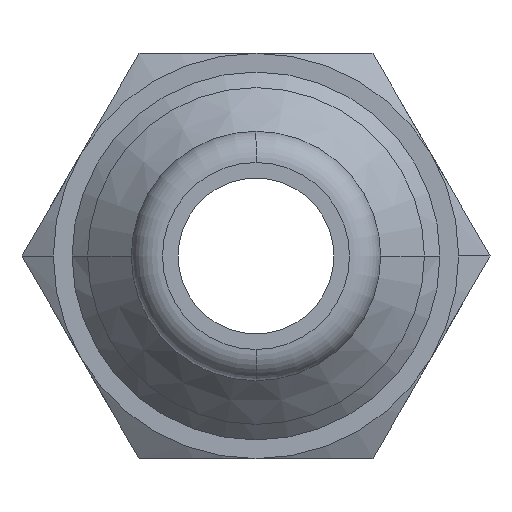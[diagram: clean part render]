
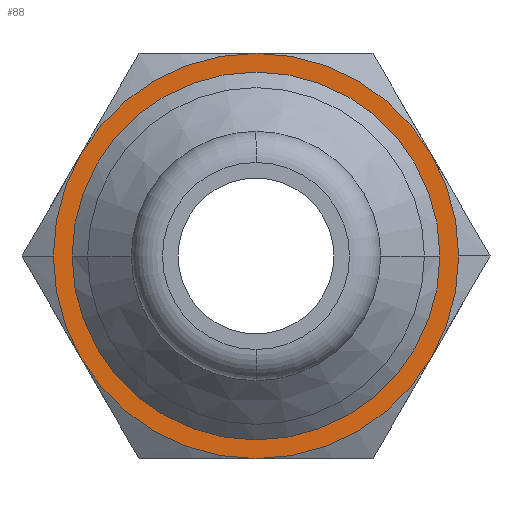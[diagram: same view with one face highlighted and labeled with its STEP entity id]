
A CAD part, front view. The second image highlights one B-rep face of the part: STEP entity #88.
In plain terms, the highlighted planar face has unit normal (0, -1, 0).
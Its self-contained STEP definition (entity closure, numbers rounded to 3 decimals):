
#88=ADVANCED_FACE('',(#218,#219),#220,.T.);
#218=FACE_OUTER_BOUND('',#393,.T.);
#219=FACE_BOUND('',#394,.T.);
#220=PLANE('',#395);
#393=EDGE_LOOP('',(#586,#587,#588,#589,#590,#591,#592,#593));
#394=EDGE_LOOP('',(#594,#595));
#395=AXIS2_PLACEMENT_3D('',#596,#597,#598);
#586=ORIENTED_EDGE('',*,*,#1017,.F.);
#587=ORIENTED_EDGE('',*,*,#1018,.F.);
#588=ORIENTED_EDGE('',*,*,#1019,.F.);
#589=ORIENTED_EDGE('',*,*,#1020,.F.);
#590=ORIENTED_EDGE('',*,*,#1021,.F.);
#591=ORIENTED_EDGE('',*,*,#1022,.F.);
#592=ORIENTED_EDGE('',*,*,#1023,.F.);
#593=ORIENTED_EDGE('',*,*,#1024,.F.);
#594=ORIENTED_EDGE('',*,*,#1025,.F.);
#595=ORIENTED_EDGE('',*,*,#1026,.F.);
#596=CARTESIAN_POINT('',(3.25,24.0,0.0));
#597=DIRECTION('',(-0.0,-1.0,-0.0));
#598=DIRECTION('',(-1.0,0.0,0.0));
#1017=EDGE_CURVE('',#1205,#1206,#1207,.T.);
#1018=EDGE_CURVE('',#1208,#1205,#1209,.T.);
#1019=EDGE_CURVE('',#1210,#1208,#1211,.T.);
#1020=EDGE_CURVE('',#1212,#1210,#1213,.T.);
#1021=EDGE_CURVE('',#1214,#1212,#1215,.T.);
#1022=EDGE_CURVE('',#1216,#1214,#1217,.T.);
#1023=EDGE_CURVE('',#1218,#1216,#1219,.T.);
#1024=EDGE_CURVE('',#1206,#1218,#1220,.T.);
#1025=EDGE_CURVE('',#1221,#1222,#1223,.T.);
#1026=EDGE_CURVE('',#1222,#1221,#1224,.T.);
#1205=VERTEX_POINT('',#1461);
#1206=VERTEX_POINT('',#1462);
#1207=CIRCLE('',#1463,6.5);
#1208=VERTEX_POINT('',#1464);
#1209=CIRCLE('',#1465,6.5);
#1210=VERTEX_POINT('',#1466);
#1211=CIRCLE('',#1467,6.5);
#1212=VERTEX_POINT('',#1468);
#1213=CIRCLE('',#1469,6.5);
#1214=VERTEX_POINT('',#1470);
#1215=CIRCLE('',#1471,6.5);
#1216=VERTEX_POINT('',#1472);
#1217=CIRCLE('',#1473,6.5);
#1218=VERTEX_POINT('',#1474);
#1219=CIRCLE('',#1475,6.5);
#1220=CIRCLE('',#1476,6.5);
#1221=VERTEX_POINT('',#1477);
#1222=VERTEX_POINT('',#1478);
#1223=CIRCLE('',#1479,5.9);
#1224=CIRCLE('',#1480,5.9);
#1461=CARTESIAN_POINT('',(5.629,24.0,3.25));
#1462=CARTESIAN_POINT('',(6.5,24.0,0.));
#1463=AXIS2_PLACEMENT_3D('',#1967,#1968,#1969);
#1464=CARTESIAN_POINT('',(0.,24.0,6.5));
#1465=AXIS2_PLACEMENT_3D('',#1970,#1971,#1972);
#1466=CARTESIAN_POINT('',(-5.629,24.0,3.25));
#1467=AXIS2_PLACEMENT_3D('',#1973,#1974,#1975);
#1468=CARTESIAN_POINT('',(-6.5,24.0,0.));
#1469=AXIS2_PLACEMENT_3D('',#1976,#1977,#1978);
#1470=CARTESIAN_POINT('',(-5.629,24.0,-3.25));
#1471=AXIS2_PLACEMENT_3D('',#1979,#1980,#1981);
#1472=CARTESIAN_POINT('',(0.0,24.0,-6.5));
#1473=AXIS2_PLACEMENT_3D('',#1982,#1983,#1984);
#1474=CARTESIAN_POINT('',(5.629,24.0,-3.25));
#1475=AXIS2_PLACEMENT_3D('',#1985,#1986,#1987);
#1476=AXIS2_PLACEMENT_3D('',#1988,#1989,#1990);
#1477=CARTESIAN_POINT('',(-5.9,24.0,0.));
#1478=CARTESIAN_POINT('',(5.9,24.0,0.));
#1479=AXIS2_PLACEMENT_3D('',#1991,#1992,#1993);
#1480=AXIS2_PLACEMENT_3D('',#1994,#1995,#1996);
#1967=CARTESIAN_POINT('',(0.0,24.0,0.0));
#1968=DIRECTION('',(-0.0,1.0,0.0));
#1969=DIRECTION('',(1.0,0.0,0.0));
#1970=CARTESIAN_POINT('',(0.0,24.0,0.0));
#1971=DIRECTION('',(-0.0,1.0,0.0));
#1972=DIRECTION('',(1.0,0.0,0.0));
#1973=CARTESIAN_POINT('',(0.0,24.0,0.0));
#1974=DIRECTION('',(-0.0,1.0,0.0));
#1975=DIRECTION('',(1.0,0.0,0.0));
#1976=CARTESIAN_POINT('',(0.0,24.0,0.0));
#1977=DIRECTION('',(-0.0,1.0,0.0));
#1978=DIRECTION('',(1.0,0.0,0.0));
#1979=CARTESIAN_POINT('',(0.0,24.0,0.0));
#1980=DIRECTION('',(-0.0,1.0,0.0));
#1981=DIRECTION('',(1.0,0.0,0.0));
#1982=CARTESIAN_POINT('',(0.0,24.0,0.0));
#1983=DIRECTION('',(-0.0,1.0,0.0));
#1984=DIRECTION('',(1.0,0.0,0.0));
#1985=CARTESIAN_POINT('',(0.0,24.0,0.0));
#1986=DIRECTION('',(-0.0,1.0,0.0));
#1987=DIRECTION('',(1.0,0.0,0.0));
#1988=CARTESIAN_POINT('',(0.0,24.0,0.0));
#1989=DIRECTION('',(-0.0,1.0,0.0));
#1990=DIRECTION('',(1.0,0.0,0.0));
#1991=CARTESIAN_POINT('',(0.0,24.0,0.0));
#1992=DIRECTION('',(0.0,-1.0,0.0));
#1993=DIRECTION('',(1.0,0.0,0.0));
#1994=CARTESIAN_POINT('',(0.0,24.0,0.0));
#1995=DIRECTION('',(0.0,-1.0,0.0));
#1996=DIRECTION('',(1.0,0.0,0.0));
